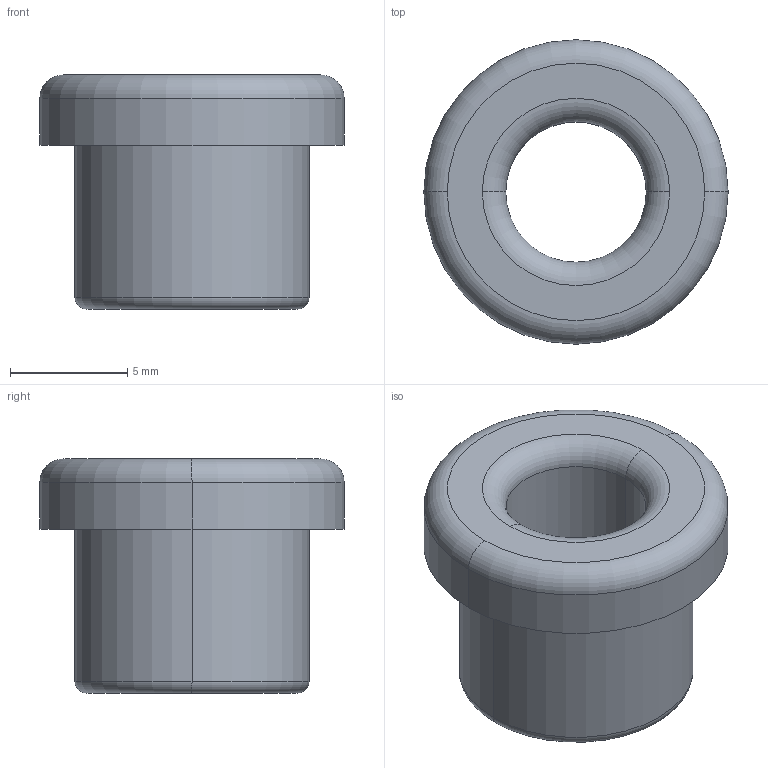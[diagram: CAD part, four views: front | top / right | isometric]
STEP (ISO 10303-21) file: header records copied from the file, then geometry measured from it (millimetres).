
FILE_DESCRIPTION (( 'STEP AP203' ), '1' );
FILE_NAME ('W0003510-04-drill bushing.STEP', '2024-05-27T12:23:06', ( '' ), ( '' ), 'SwSTEP 2.0', 'SolidWorks 2024', '' );
FILE_SCHEMA (( 'CONFIG_CONTROL_DESIGN' ));
Length unit declared in the file: millimetre
Products named in the file (1): W0003510-04-drill bushing
Bounding box: 13 x 13 x 10 mm (x, y, z)
Volume: 650.8 mm3; surface area: 707.4 mm2
Topology: 1 solids, 1 shells, 15 faces, 30 edges, 18 vertices
Faces by surface type: torus 6, cylinder 6, plane 3
Entity records: 481 total; most frequent: DIRECTION 86, CARTESIAN_POINT 64, ORIENTED_EDGE 60, AXIS2_PLACEMENT_3D 40, EDGE_CURVE 30, CIRCLE 24, VERTEX_POINT 18, EDGE_LOOP 18
